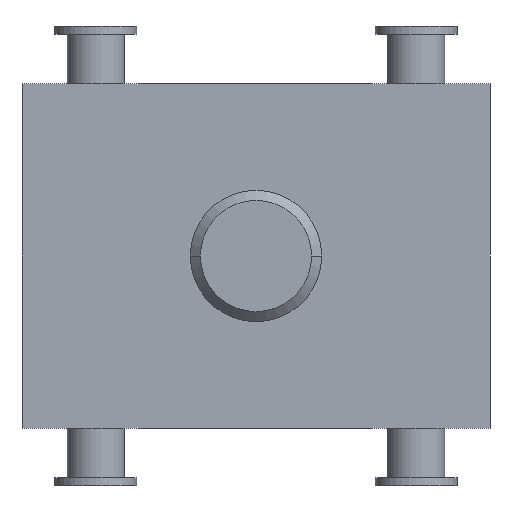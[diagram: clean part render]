
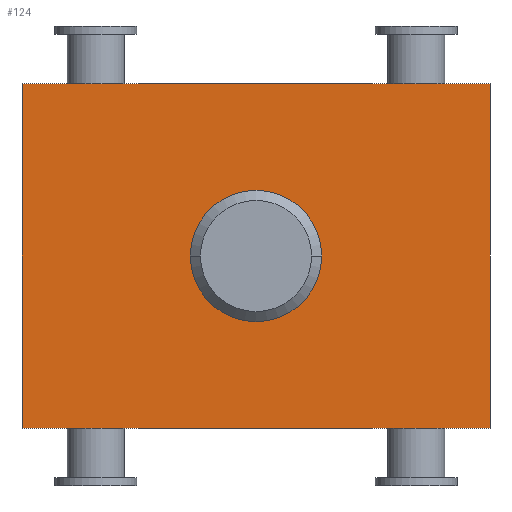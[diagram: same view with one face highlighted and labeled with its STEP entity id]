
A CAD part, front view. The second image highlights one B-rep face of the part: STEP entity #124.
In plain terms, the highlighted planar face has unit normal (0, -1, 0).
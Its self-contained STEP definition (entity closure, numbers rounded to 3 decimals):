
#124 = ADVANCED_FACE( '', ( #242, #243 ), #244, .T. );
#242 = FACE_BOUND( '', #377, .T. );
#243 = FACE_OUTER_BOUND( '', #378, .T. );
#244 = PLANE( '', #379 );
#377 = EDGE_LOOP( '', ( #762, #763 ) );
#378 = EDGE_LOOP( '', ( #764, #765, #766, #767 ) );
#379 = AXIS2_PLACEMENT_3D( '', #768, #769, #770 );
#762 = ORIENTED_EDGE( '', *, *, #908, .T. );
#763 = ORIENTED_EDGE( '', *, *, #914, .T. );
#764 = ORIENTED_EDGE( '', *, *, #983, .T. );
#765 = ORIENTED_EDGE( '', *, *, #979, .F. );
#766 = ORIENTED_EDGE( '', *, *, #984, .F. );
#767 = ORIENTED_EDGE( '', *, *, #981, .T. );
#768 = CARTESIAN_POINT( '', ( -28.5, 0., 21. ) );
#769 = DIRECTION( '', ( 0., -1., 0. ) );
#770 = DIRECTION( '', ( -1., 0., 0. ) );
#908 = EDGE_CURVE( '', #1083, #1087, #1089, .T. );
#914 = EDGE_CURVE( '', #1087, #1083, #1097, .T. );
#979 = EDGE_CURVE( '', #1195, #1193, #1197, .T. );
#981 = EDGE_CURVE( '', #1200, #1198, #1201, .T. );
#983 = EDGE_CURVE( '', #1198, #1193, #1203, .T. );
#984 = EDGE_CURVE( '', #1200, #1195, #1204, .T. );
#1083 = VERTEX_POINT( '', #1329 );
#1087 = VERTEX_POINT( '', #1334 );
#1089 = CIRCLE( '', #1337, 8. );
#1097 = CIRCLE( '', #1347, 8. );
#1193 = VERTEX_POINT( '', #1481 );
#1195 = VERTEX_POINT( '', #1484 );
#1197 = LINE( '', #1487, #1488 );
#1198 = VERTEX_POINT( '', #1489 );
#1200 = VERTEX_POINT( '', #1492 );
#1201 = LINE( '', #1493, #1494 );
#1203 = LINE( '', #1497, #1498 );
#1204 = LINE( '', #1499, #1500 );
#1329 = CARTESIAN_POINT( '', ( 8., 0., 0. ) );
#1334 = CARTESIAN_POINT( '', ( -8., 0., 0. ) );
#1337 = AXIS2_PLACEMENT_3D( '', #1633, #1634, #1635 );
#1347 = AXIS2_PLACEMENT_3D( '', #1647, #1648, #1649 );
#1481 = CARTESIAN_POINT( '', ( 28.5, 0., -21. ) );
#1484 = CARTESIAN_POINT( '', ( 28.5, 0., 21. ) );
#1487 = CARTESIAN_POINT( '', ( 28.5, 0., 21. ) );
#1488 = VECTOR( '', #1762, 1. );
#1489 = CARTESIAN_POINT( '', ( -28.5, 0., -21. ) );
#1492 = CARTESIAN_POINT( '', ( -28.5, 0., 21. ) );
#1493 = CARTESIAN_POINT( '', ( -28.5, 0., 21. ) );
#1494 = VECTOR( '', #1764, 1. );
#1497 = CARTESIAN_POINT( '', ( -28.5, 0., -21. ) );
#1498 = VECTOR( '', #1766, 1. );
#1499 = CARTESIAN_POINT( '', ( -28.5, 0., 21. ) );
#1500 = VECTOR( '', #1767, 1. );
#1633 = CARTESIAN_POINT( '', ( 0., 0., 0. ) );
#1634 = DIRECTION( '', ( 0., 1., 0. ) );
#1635 = DIRECTION( '', ( 1., 0., 0. ) );
#1647 = CARTESIAN_POINT( '', ( 0., 0., 0. ) );
#1648 = DIRECTION( '', ( 0., 1., 0. ) );
#1649 = DIRECTION( '', ( 1., 0., 0. ) );
#1762 = DIRECTION( '', ( 0., 0., -1. ) );
#1764 = DIRECTION( '', ( 0., 0., -1. ) );
#1766 = DIRECTION( '', ( 1., 0., 0. ) );
#1767 = DIRECTION( '', ( 1., 0., 0. ) );
